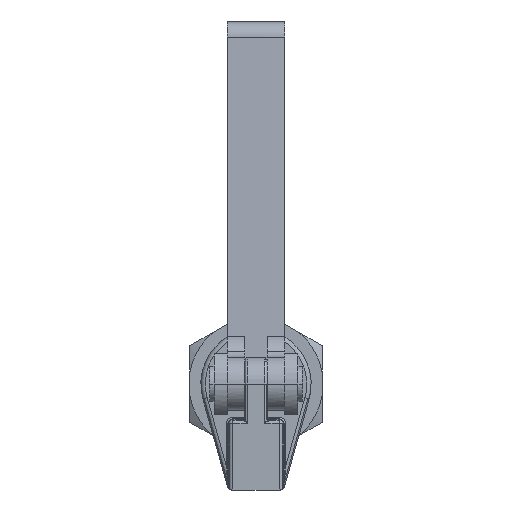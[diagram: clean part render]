
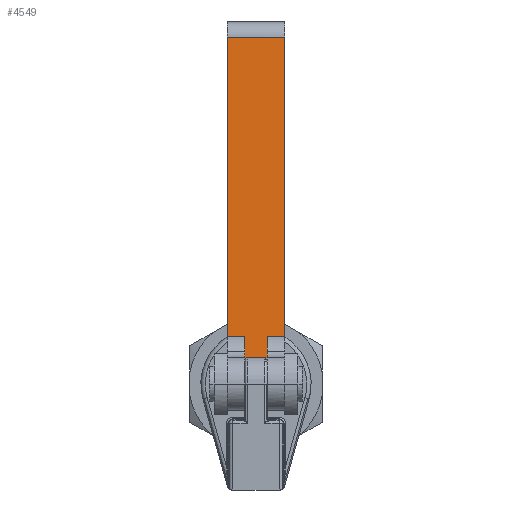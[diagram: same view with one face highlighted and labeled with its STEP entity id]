
A CAD part, left-side view. The second image highlights one B-rep face of the part: STEP entity #4549.
In plain terms, the highlighted planar face has unit normal (-0.999, 0, 0.052).
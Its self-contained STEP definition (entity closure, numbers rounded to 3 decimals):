
#4522=AXIS2_PLACEMENT_3D('Plane Axis2P3D',#4519,#4520,#4521) ;
#2862=CARTESIAN_POINT('Vertex',(-433.998,-320.352,2.)) ;
#2911=CARTESIAN_POINT('Vertex',(-433.998,-325.352,2.)) ;
#2914=CARTESIAN_POINT('Line Origine',(-433.998,-322.852,2.)) ;
#4000=CARTESIAN_POINT('Vertex',(-433.121,-316.352,18.738)) ;
#4003=CARTESIAN_POINT('Line Origine',(-431.343,-316.352,52.667)) ;
#4007=CARTESIAN_POINT('Vertex',(-429.565,-316.352,86.596)) ;
#4080=CARTESIAN_POINT('Vertex',(-429.565,-329.352,86.596)) ;
#4083=CARTESIAN_POINT('Line Origine',(-431.343,-329.352,52.667)) ;
#4087=CARTESIAN_POINT('Vertex',(-433.121,-329.352,18.738)) ;
#4201=CARTESIAN_POINT('Line Origine',(-433.559,-320.352,10.369)) ;
#4205=CARTESIAN_POINT('Vertex',(-433.121,-320.352,18.738)) ;
#4447=CARTESIAN_POINT('Vertex',(-433.121,-325.352,18.738)) ;
#4450=CARTESIAN_POINT('Line Origine',(-433.559,-325.352,10.369)) ;
#4519=CARTESIAN_POINT('Axis2P3D Location',(-433.121,-316.352,18.738)) ;
#4524=CARTESIAN_POINT('Line Origine',(-429.565,-322.852,86.596)) ;
#4529=CARTESIAN_POINT('Line Origine',(-433.121,-318.352,18.738)) ;
#4534=CARTESIAN_POINT('Line Origine',(-433.121,-327.352,18.738)) ;
#2915=DIRECTION('Vector Direction',(0.,1.,0.)) ;
#4004=DIRECTION('Vector Direction',(-0.052,0.,-0.999)) ;
#4084=DIRECTION('Vector Direction',(0.052,0.,0.999)) ;
#4202=DIRECTION('Vector Direction',(0.052,0.,0.999)) ;
#4451=DIRECTION('Vector Direction',(-0.052,0.,-0.999)) ;
#4520=DIRECTION('Axis2P3D Direction',(-0.999,0.,0.052)) ;
#4521=DIRECTION('Axis2P3D XDirection',(0.052,0.,0.999)) ;
#4525=DIRECTION('Vector Direction',(0.,-1.,0.)) ;
#4530=DIRECTION('Vector Direction',(0.,-1.,0.)) ;
#4535=DIRECTION('Vector Direction',(0.,-1.,0.)) ;
#2916=VECTOR('Line Direction',#2915,1.) ;
#4005=VECTOR('Line Direction',#4004,1.) ;
#4085=VECTOR('Line Direction',#4084,1.) ;
#4203=VECTOR('Line Direction',#4202,1.) ;
#4452=VECTOR('Line Direction',#4451,1.) ;
#4526=VECTOR('Line Direction',#4525,1.) ;
#4531=VECTOR('Line Direction',#4530,1.) ;
#4536=VECTOR('Line Direction',#4535,1.) ;
#4540=ORIENTED_EDGE('',*,*,#4089,.T.) ;
#4541=ORIENTED_EDGE('',*,*,#4528,.F.) ;
#4542=ORIENTED_EDGE('',*,*,#4009,.T.) ;
#4543=ORIENTED_EDGE('',*,*,#4533,.T.) ;
#4544=ORIENTED_EDGE('',*,*,#4207,.F.) ;
#4545=ORIENTED_EDGE('',*,*,#2918,.F.) ;
#4546=ORIENTED_EDGE('',*,*,#4454,.F.) ;
#4547=ORIENTED_EDGE('',*,*,#4538,.T.) ;
#4549=ADVANCED_FACE('SCHUBSTANGENSPANNER_TS_P_410_NM_357883',(#4548),#4523,.T.) ;
#2918=EDGE_CURVE('',#2912,#2863,#2917,.T.) ;
#4009=EDGE_CURVE('',#4008,#4001,#4006,.T.) ;
#4089=EDGE_CURVE('',#4088,#4081,#4086,.T.) ;
#4207=EDGE_CURVE('',#2863,#4206,#4204,.T.) ;
#4454=EDGE_CURVE('',#4448,#2912,#4453,.T.) ;
#4528=EDGE_CURVE('',#4008,#4081,#4527,.T.) ;
#4533=EDGE_CURVE('',#4001,#4206,#4532,.T.) ;
#4538=EDGE_CURVE('',#4448,#4088,#4537,.T.) ;
#4539=EDGE_LOOP('',(#4540,#4541,#4542,#4543,#4544,#4545,#4546,#4547)) ;
#4548=FACE_OUTER_BOUND('',#4539,.T.) ;
#2917=LINE('Line',#2914,#2916) ;
#4006=LINE('Line',#4003,#4005) ;
#4086=LINE('Line',#4083,#4085) ;
#4204=LINE('Line',#4201,#4203) ;
#4453=LINE('Line',#4450,#4452) ;
#4527=LINE('Line',#4524,#4526) ;
#4532=LINE('Line',#4529,#4531) ;
#4537=LINE('Line',#4534,#4536) ;
#4523=PLANE('Plane',#4522) ;
#2863=VERTEX_POINT('',#2862) ;
#2912=VERTEX_POINT('',#2911) ;
#4001=VERTEX_POINT('',#4000) ;
#4008=VERTEX_POINT('',#4007) ;
#4081=VERTEX_POINT('',#4080) ;
#4088=VERTEX_POINT('',#4087) ;
#4206=VERTEX_POINT('',#4205) ;
#4448=VERTEX_POINT('',#4447) ;
